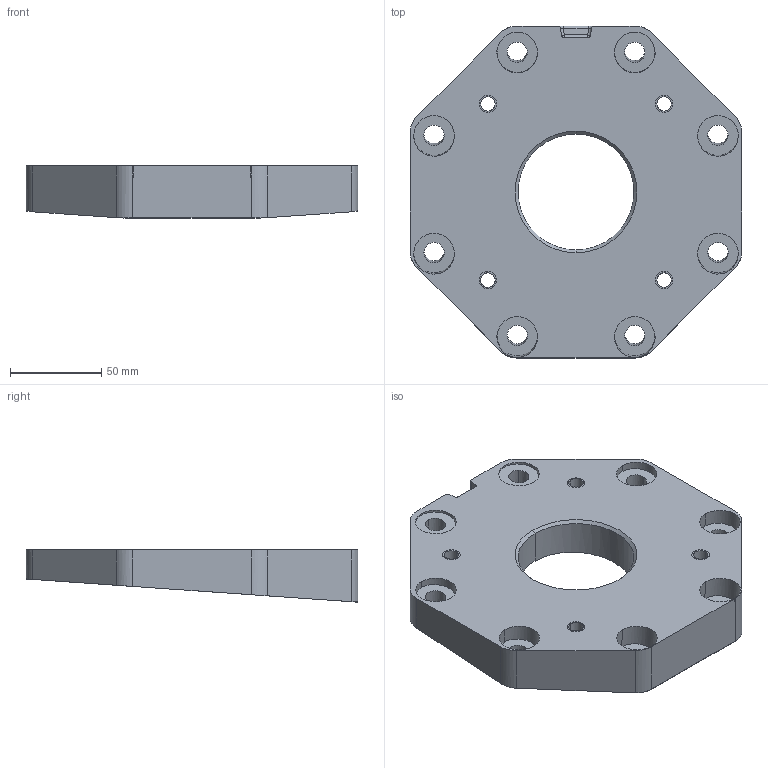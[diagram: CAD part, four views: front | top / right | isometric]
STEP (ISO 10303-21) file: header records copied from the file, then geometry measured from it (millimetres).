
FILE_DESCRIPTION((''),'2;1');
FILE_NAME('D15866','2017-07-26T',('sobrien2'),(''),'CREO PARAMETRIC BY PTC INC, 2015290','CREO PARAMETRIC BY PTC INC, 2015290','');
FILE_SCHEMA(('CONFIG_CONTROL_DESIGN'));
Length unit declared in the file: inch
Products named in the file (1): D15866
Bounding box: 181.77 x 181.77 x 28.64 mm (x, y, z)
Volume: 499092.2 mm3; surface area: 77222.1 mm2
Topology: 1 solids, 5 shells, 97 faces, 247 edges, 160 vertices
Faces by surface type: cylinder 67, plane 22, bspline 2, sphere 2, cone 2, torus 2
Entity records: 3503 total; most frequent: CARTESIAN_POINT 1092, ORIENTED_EDGE 478, DIRECTION 477, EDGE_CURVE 247, AXIS2_PLACEMENT_3D 186, VERTEX_POINT 160, EDGE_LOOP 131, VECTOR 105
